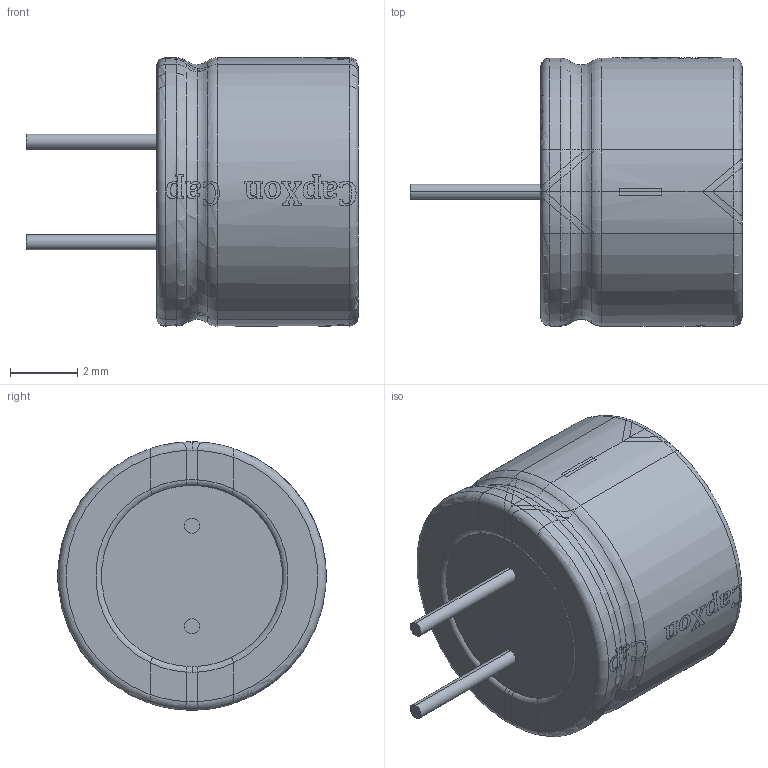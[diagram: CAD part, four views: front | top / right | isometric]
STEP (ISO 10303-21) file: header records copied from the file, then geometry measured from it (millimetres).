
FILE_DESCRIPTION (( 'STEP AP214' ), '1' );
FILE_NAME ('El_3_8_6_Black.STEP', '2023-07-15T06:15:05', ( 'Yurii' ), ( '' ), 'SwSTEP 2.0', 'SolidWorks 2019', '' );
FILE_SCHEMA (( 'AUTOMOTIVE_DESIGN' ));
Length unit declared in the file: millimetre
Products named in the file (1): El_3_8_6_Black
Bounding box: 9.9 x 8 x 8 mm (x, y, z)
Volume: 292.1 mm3; surface area: 261.8 mm2
Topology: 3 solids, 3 shells, 192 faces, 615 edges, 448 vertices
Faces by surface type: torus 112, cylinder 54, plane 26
Entity records: 9260 total; most frequent: CARTESIAN_POINT 3271, ORIENTED_EDGE 1230, DIRECTION 961, EDGE_CURVE 615, AXIS2_PLACEMENT_3D 449, VERTEX_POINT 448, CIRCLE 256, B_SPLINE_CURVE_WITH_KNOTS 253
